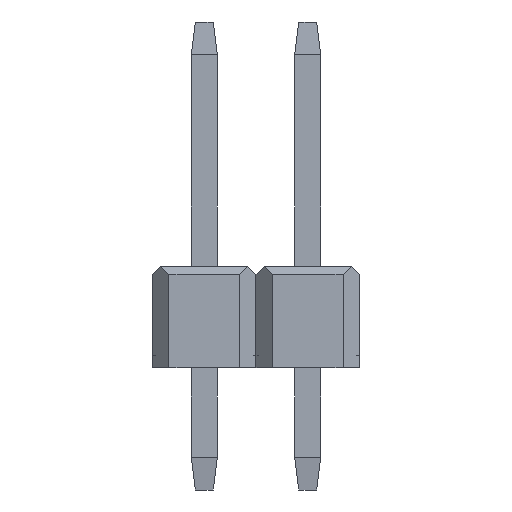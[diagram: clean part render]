
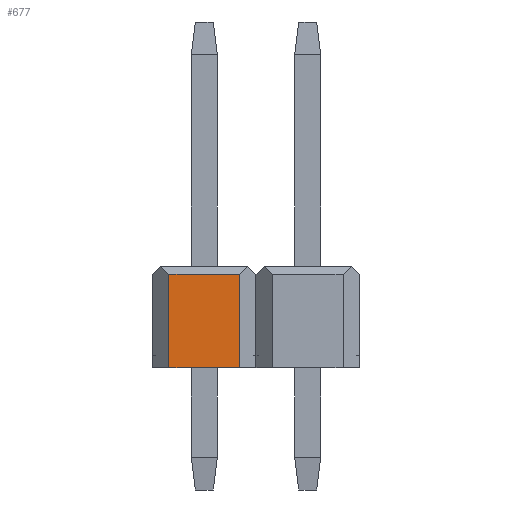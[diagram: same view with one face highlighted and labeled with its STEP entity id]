
A CAD part, left-side view. The second image highlights one B-rep face of the part: STEP entity #677.
In plain terms, the highlighted planar face has unit normal (-1, 0, 0).
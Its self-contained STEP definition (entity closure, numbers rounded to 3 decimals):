
#21 = CARTESIAN_POINT ( 'NONE',  ( -1.27, -0.87, 2.5 ) ) ;
#90 = DIRECTION ( 'NONE',  ( 0., -1., 0. ) ) ;
#114 = ORIENTED_EDGE ( 'NONE', *, *, #178, .T. ) ;
#178 = EDGE_CURVE ( 'NONE', #817, #1134, #538, .T. ) ;
#181 = VERTEX_POINT ( 'NONE', #1071 ) ;
#223 = CARTESIAN_POINT ( 'NONE',  ( -1.27, 0.87, 2.5 ) ) ;
#231 = VECTOR ( 'NONE', #858, 1000. ) ;
#305 = EDGE_CURVE ( 'NONE', #1134, #583, #807, .T. ) ;
#337 = FACE_OUTER_BOUND ( 'NONE', #488, .T. ) ;
#432 = VECTOR ( 'NONE', #90, 1000. ) ;
#444 = ORIENTED_EDGE ( 'NONE', *, *, #305, .T. ) ;
#488 = EDGE_LOOP ( 'NONE', ( #1065, #114, #444, #997 ) ) ;
#538 = LINE ( 'NONE', #544, #231 ) ;
#544 = CARTESIAN_POINT ( 'NONE',  ( -1.27, 0.87, 2.3 ) ) ;
#552 = AXIS2_PLACEMENT_3D ( 'NONE', #223, #682, #588 ) ;
#583 = VERTEX_POINT ( 'NONE', #839 ) ;
#588 = DIRECTION ( 'NONE',  ( 0., 1., 0. ) ) ;
#642 = LINE ( 'NONE', #1267, #432 ) ;
#656 = PLANE ( 'NONE',  #552 ) ;
#677 = ADVANCED_FACE ( 'NONE', ( #337 ), #656, .F. ) ;
#682 = DIRECTION ( 'NONE',  ( 1., 0., 0. ) ) ;
#693 = EDGE_CURVE ( 'NONE', #817, #181, #1102, .T. ) ;
#702 = CARTESIAN_POINT ( 'NONE',  ( -1.27, 0.87, 2.5 ) ) ;
#742 = VECTOR ( 'NONE', #891, 1000. ) ;
#807 = LINE ( 'NONE', #702, #1024 ) ;
#817 = VERTEX_POINT ( 'NONE', #1034 ) ;
#839 = CARTESIAN_POINT ( 'NONE',  ( -1.27, 0.87, 0. ) ) ;
#858 = DIRECTION ( 'NONE',  ( 0., 1., 0. ) ) ;
#891 = DIRECTION ( 'NONE',  ( 0., 0., -1. ) ) ;
#952 = CARTESIAN_POINT ( 'NONE',  ( -1.27, 0.87, 2.3 ) ) ;
#997 = ORIENTED_EDGE ( 'NONE', *, *, #1157, .T. ) ;
#1024 = VECTOR ( 'NONE', #1131, 1000. ) ;
#1034 = CARTESIAN_POINT ( 'NONE',  ( -1.27, -0.87, 2.3 ) ) ;
#1065 = ORIENTED_EDGE ( 'NONE', *, *, #693, .F. ) ;
#1071 = CARTESIAN_POINT ( 'NONE',  ( -1.27, -0.87, 0. ) ) ;
#1102 = LINE ( 'NONE', #21, #742 ) ;
#1131 = DIRECTION ( 'NONE',  ( 0., 0., -1. ) ) ;
#1134 = VERTEX_POINT ( 'NONE', #952 ) ;
#1157 = EDGE_CURVE ( 'NONE', #583, #181, #642, .T. ) ;
#1267 = CARTESIAN_POINT ( 'NONE',  ( -1.27, 0.87, 0. ) ) ;
